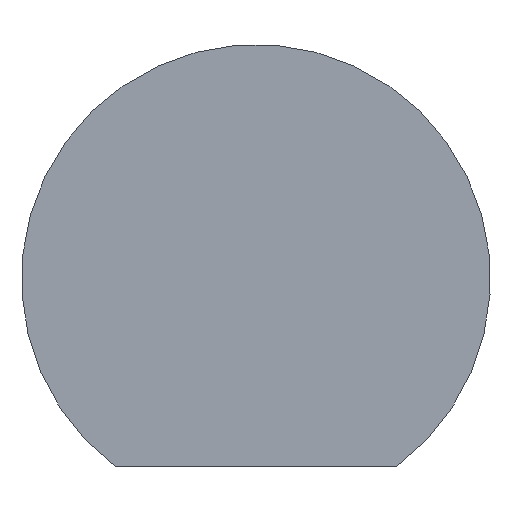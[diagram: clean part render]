
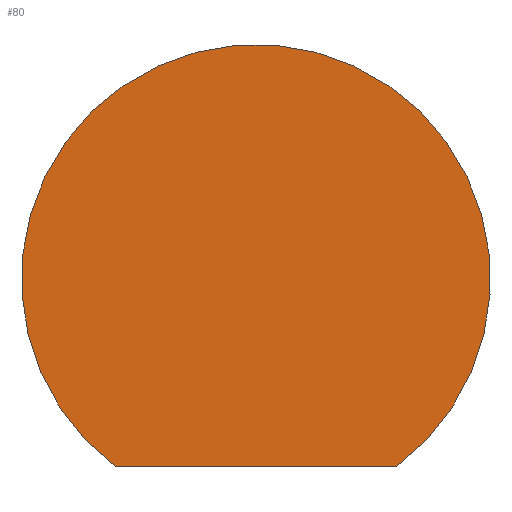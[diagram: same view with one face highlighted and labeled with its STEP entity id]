
A CAD part, front view. The second image highlights one B-rep face of the part: STEP entity #80.
In plain terms, the highlighted planar face has unit normal (0, -1, 0).
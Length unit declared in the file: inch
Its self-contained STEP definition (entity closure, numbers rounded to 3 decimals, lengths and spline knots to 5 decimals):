
#2 = VERTEX_POINT ( 'NONE', #103 ) ;
#5 = DIRECTION ( 'NONE',  ( 0., 0., 1. ) ) ;
#7 = FACE_OUTER_BOUND ( 'NONE', #9, .T. ) ;
#9 = EDGE_LOOP ( 'NONE', ( #34, #37 ) ) ;
#20 = VERTEX_POINT ( 'NONE', #116 ) ;
#27 = PLANE ( 'NONE',  #105 ) ;
#34 = ORIENTED_EDGE ( 'NONE', *, *, #156, .F. ) ;
#37 = ORIENTED_EDGE ( 'NONE', *, *, #145, .F. ) ;
#47 = CARTESIAN_POINT ( 'NONE',  ( -0.075, 0., -0.1 ) ) ;
#48 = DIRECTION ( 'NONE',  ( -1., 0., 0. ) ) ;
#58 = CARTESIAN_POINT ( 'NONE',  ( 0., 0., 0. ) ) ;
#66 = VECTOR ( 'NONE', #48, 39.37008 ) ;
#68 = LINE ( 'NONE', #47, #66 ) ;
#69 = CIRCLE ( 'NONE', #147, 0.125 ) ;
#80 = ADVANCED_FACE ( 'NONE', ( #7 ), #27, .F. ) ;
#91 = CARTESIAN_POINT ( 'NONE',  ( 0., 0., 0. ) ) ;
#92 = DIRECTION ( 'NONE',  ( 0., 1., 0. ) ) ;
#101 = DIRECTION ( 'NONE',  ( 0., 1., 0. ) ) ;
#103 = CARTESIAN_POINT ( 'NONE',  ( 0.075, 0., -0.1 ) ) ;
#105 = AXIS2_PLACEMENT_3D ( 'NONE', #58, #101, #176 ) ;
#116 = CARTESIAN_POINT ( 'NONE',  ( -0.075, 0., -0.1 ) ) ;
#145 = EDGE_CURVE ( 'NONE', #2, #20, #68, .T. ) ;
#147 = AXIS2_PLACEMENT_3D ( 'NONE', #91, #92, #5 ) ;
#156 = EDGE_CURVE ( 'NONE', #20, #2, #69, .T. ) ;
#176 = DIRECTION ( 'NONE',  ( 0., 0., 1. ) ) ;
